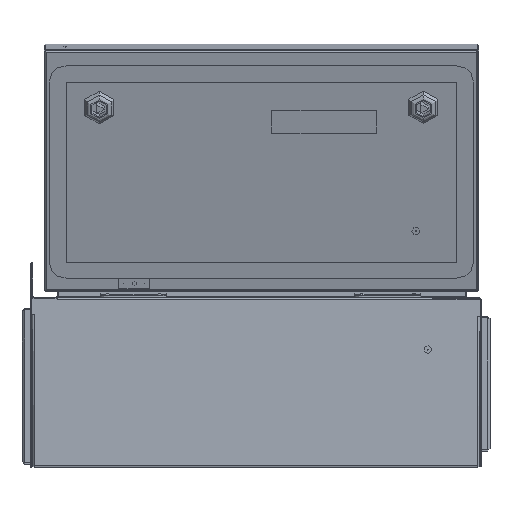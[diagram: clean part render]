
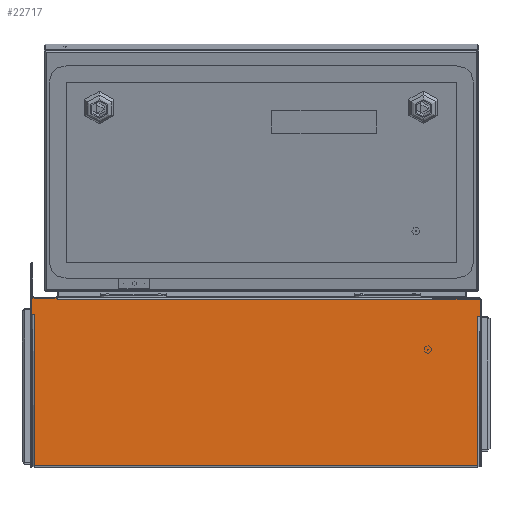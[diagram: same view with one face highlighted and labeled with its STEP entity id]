
A CAD part, left-side view. The second image highlights one B-rep face of the part: STEP entity #22717.
In plain terms, the highlighted planar face has unit normal (-1, 0, 0).
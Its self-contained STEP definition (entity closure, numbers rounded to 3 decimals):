
#2015 = CARTESIAN_POINT ( 'NONE',  ( -121., -212., 2. ) ) ;
#2919 = DIRECTION ( 'NONE',  ( 0., 0., 1. ) ) ;
#3617 = ORIENTED_EDGE ( 'NONE', *, *, #18277, .F. ) ;
#6127 = CARTESIAN_POINT ( 'NONE',  ( -121., 190., 1. ) ) ;
#6150 = LINE ( 'NONE', #71916, #106681 ) ;
#7121 = EDGE_CURVE ( 'NONE', #53069, #106820, #120383, .T. ) ;
#7508 = EDGE_CURVE ( 'NONE', #106820, #105416, #9968, .T. ) ;
#9429 = ORIENTED_EDGE ( 'NONE', *, *, #133759, .F. ) ;
#9968 = LINE ( 'NONE', #13000, #10114 ) ;
#10114 = VECTOR ( 'NONE', #48366, 1000. ) ;
#13000 = CARTESIAN_POINT ( 'NONE',  ( -121., 212., 2. ) ) ;
#18277 = EDGE_CURVE ( 'NONE', #70131, #128874, #104343, .T. ) ;
#20408 = CARTESIAN_POINT ( 'NONE',  ( -121., 214., 2. ) ) ;
#21173 = AXIS2_PLACEMENT_3D ( 'NONE', #50885, #124635, #135175 ) ;
#22383 = EDGE_CURVE ( 'NONE', #53069, #135115, #58989, .T. ) ;
#22717 = ADVANCED_FACE ( 'NONE', ( #34221 ), #104365, .F. ) ;
#23776 = CARTESIAN_POINT ( 'NONE',  ( -121., -212., 2. ) ) ;
#29619 = VERTEX_POINT ( 'NONE', #61707 ) ;
#31133 = LINE ( 'NONE', #124194, #75384 ) ;
#32828 = LINE ( 'NONE', #78689, #120147 ) ;
#34085 = VERTEX_POINT ( 'NONE', #39345 ) ;
#34221 = FACE_OUTER_BOUND ( 'NONE', #86207, .T. ) ;
#36178 = EDGE_CURVE ( 'NONE', #29619, #89581, #6150, .T. ) ;
#39345 = CARTESIAN_POINT ( 'NONE',  ( -121., -214., 161. ) ) ;
#46219 = ORIENTED_EDGE ( 'NONE', *, *, #57206, .F. ) ;
#47440 = VECTOR ( 'NONE', #136077, 1000. ) ;
#48366 = DIRECTION ( 'NONE',  ( 0., 0., 1. ) ) ;
#50885 = CARTESIAN_POINT ( 'NONE',  ( -121., -214., 1. ) ) ;
#51105 = CARTESIAN_POINT ( 'NONE',  ( -121., -212., 145. ) ) ;
#53069 = VERTEX_POINT ( 'NONE', #23776 ) ;
#56640 = VERTEX_POINT ( 'NONE', #92956 ) ;
#57206 = EDGE_CURVE ( 'NONE', #56640, #135115, #113423, .T. ) ;
#58989 = LINE ( 'NONE', #2015, #60563 ) ;
#60497 = VECTOR ( 'NONE', #93702, 1000. ) ;
#60563 = VECTOR ( 'NONE', #2919, 1000. ) ;
#60695 = LINE ( 'NONE', #93453, #63990 ) ;
#61707 = CARTESIAN_POINT ( 'NONE',  ( -121., 214., 147. ) ) ;
#61920 = CARTESIAN_POINT ( 'NONE',  ( -121., 214., 147. ) ) ;
#63990 = VECTOR ( 'NONE', #94832, 1000. ) ;
#67932 = ORIENTED_EDGE ( 'NONE', *, *, #128988, .F. ) ;
#70131 = VERTEX_POINT ( 'NONE', #98802 ) ;
#70925 = ORIENTED_EDGE ( 'NONE', *, *, #120214, .T. ) ;
#71916 = CARTESIAN_POINT ( 'NONE',  ( -121., 214., 163. ) ) ;
#72171 = ORIENTED_EDGE ( 'NONE', *, *, #36178, .F. ) ;
#75384 = VECTOR ( 'NONE', #81262, 1000. ) ;
#77073 = CARTESIAN_POINT ( 'NONE',  ( -121., 214., 163. ) ) ;
#78689 = CARTESIAN_POINT ( 'NONE',  ( -121., -214., 163. ) ) ;
#81262 = DIRECTION ( 'NONE',  ( 0., 0., -1. ) ) ;
#86207 = EDGE_LOOP ( 'NONE', ( #125089, #46219, #9429, #131826, #3617, #67932, #72171, #70925, #133425, #122030 ) ) ;
#89581 = VERTEX_POINT ( 'NONE', #77073 ) ;
#90303 = DIRECTION ( 'NONE',  ( 0., 0., -1. ) ) ;
#91827 = LINE ( 'NONE', #61920, #60497 ) ;
#92956 = CARTESIAN_POINT ( 'NONE',  ( -121., -214., 145. ) ) ;
#93453 = CARTESIAN_POINT ( 'NONE',  ( -121., -214., 161. ) ) ;
#93702 = DIRECTION ( 'NONE',  ( 0., -1., 0. ) ) ;
#94832 = DIRECTION ( 'NONE',  ( 0., 1., 0. ) ) ;
#98802 = CARTESIAN_POINT ( 'NONE',  ( -121., 190., 163. ) ) ;
#99570 = DIRECTION ( 'NONE',  ( 0., -1., 0. ) ) ;
#101822 = CARTESIAN_POINT ( 'NONE',  ( -121., 212., 2. ) ) ;
#104343 = LINE ( 'NONE', #6127, #115788 ) ;
#104365 = PLANE ( 'NONE',  #21173 ) ;
#105416 = VERTEX_POINT ( 'NONE', #122614 ) ;
#106681 = VECTOR ( 'NONE', #125886, 1000. ) ;
#106820 = VERTEX_POINT ( 'NONE', #101822 ) ;
#107193 = VECTOR ( 'NONE', #124906, 1000. ) ;
#109117 = EDGE_CURVE ( 'NONE', #34085, #128874, #60695, .T. ) ;
#113423 = LINE ( 'NONE', #114913, #47440 ) ;
#114913 = CARTESIAN_POINT ( 'NONE',  ( -121., -214., 145. ) ) ;
#115788 = VECTOR ( 'NONE', #90303, 1000. ) ;
#117084 = CARTESIAN_POINT ( 'NONE',  ( -121., 190., 161. ) ) ;
#120147 = VECTOR ( 'NONE', #99570, 1000. ) ;
#120214 = EDGE_CURVE ( 'NONE', #29619, #105416, #91827, .T. ) ;
#120383 = LINE ( 'NONE', #20408, #107193 ) ;
#122030 = ORIENTED_EDGE ( 'NONE', *, *, #7121, .F. ) ;
#122614 = CARTESIAN_POINT ( 'NONE',  ( -121., 212., 147. ) ) ;
#124194 = CARTESIAN_POINT ( 'NONE',  ( -121., -214., 1. ) ) ;
#124635 = DIRECTION ( 'NONE',  ( 1., 0., 0. ) ) ;
#124906 = DIRECTION ( 'NONE',  ( 0., 1., 0. ) ) ;
#125089 = ORIENTED_EDGE ( 'NONE', *, *, #22383, .T. ) ;
#125886 = DIRECTION ( 'NONE',  ( 0., 0., 1. ) ) ;
#128874 = VERTEX_POINT ( 'NONE', #117084 ) ;
#128988 = EDGE_CURVE ( 'NONE', #89581, #70131, #32828, .T. ) ;
#131826 = ORIENTED_EDGE ( 'NONE', *, *, #109117, .T. ) ;
#133425 = ORIENTED_EDGE ( 'NONE', *, *, #7508, .F. ) ;
#133759 = EDGE_CURVE ( 'NONE', #34085, #56640, #31133, .T. ) ;
#135115 = VERTEX_POINT ( 'NONE', #51105 ) ;
#135175 = DIRECTION ( 'NONE',  ( 0., 0., 1. ) ) ;
#136077 = DIRECTION ( 'NONE',  ( 0., 1., 0. ) ) ;
